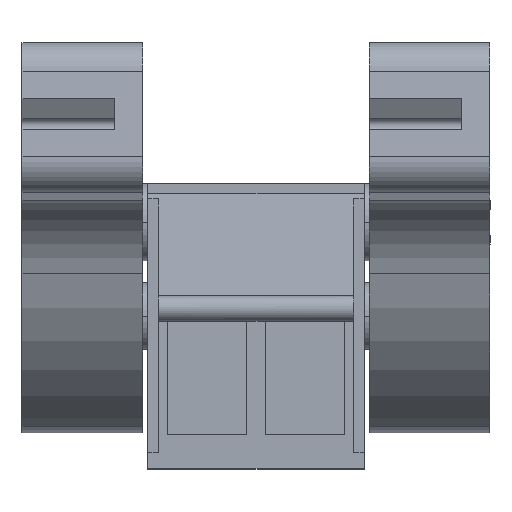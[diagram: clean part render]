
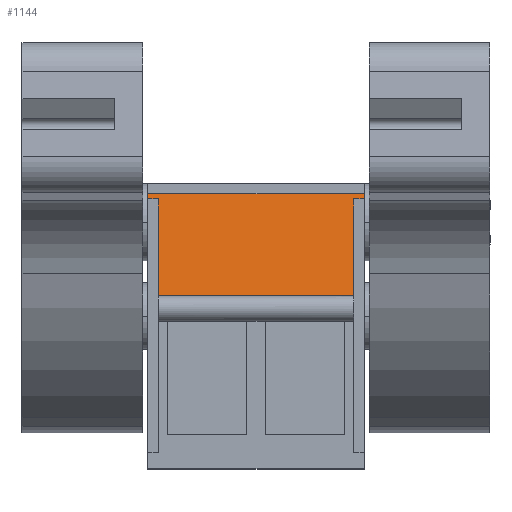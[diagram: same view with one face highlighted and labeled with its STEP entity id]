
A CAD part, top view. The second image highlights one B-rep face of the part: STEP entity #1144.
In plain terms, the highlighted planar face has unit normal (0, 0.174, 0.985).
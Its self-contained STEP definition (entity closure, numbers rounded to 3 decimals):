
#1092=AXIS2_PLACEMENT_3D('Plane Axis2P3D',#1089,#1090,#1091) ;
#208=CARTESIAN_POINT('Vertex',(4.9,10.5,14.185)) ;
#211=CARTESIAN_POINT('Line Origine',(4.9,10.6,14.168)) ;
#215=CARTESIAN_POINT('Vertex',(4.9,10.7,14.15)) ;
#1070=CARTESIAN_POINT('Line Origine',(5.098,10.5,14.185)) ;
#1074=CARTESIAN_POINT('Vertex',(5.295,10.5,14.185)) ;
#1089=CARTESIAN_POINT('Axis2P3D Location',(28.155,10.7,14.15)) ;
#1094=CARTESIAN_POINT('Line Origine',(9.105,10.7,14.15)) ;
#1098=CARTESIAN_POINT('Vertex',(13.31,10.7,14.15)) ;
#1101=CARTESIAN_POINT('Line Origine',(5.295,8.615,14.518)) ;
#1105=CARTESIAN_POINT('Vertex',(5.295,6.73,14.85)) ;
#1108=CARTESIAN_POINT('Line Origine',(9.105,6.73,14.85)) ;
#1112=CARTESIAN_POINT('Vertex',(12.915,6.73,14.85)) ;
#1115=CARTESIAN_POINT('Line Origine',(12.915,8.615,14.518)) ;
#1119=CARTESIAN_POINT('Vertex',(12.915,10.5,14.185)) ;
#1122=CARTESIAN_POINT('Line Origine',(13.113,10.5,14.185)) ;
#1126=CARTESIAN_POINT('Vertex',(13.31,10.5,14.185)) ;
#1129=CARTESIAN_POINT('Line Origine',(13.31,10.6,14.168)) ;
#212=DIRECTION('Vector Direction',(0.,0.985,-0.174)) ;
#1071=DIRECTION('Vector Direction',(1.,0.,0.)) ;
#1090=DIRECTION('Axis2P3D Direction',(0.,0.174,0.985)) ;
#1091=DIRECTION('Axis2P3D XDirection',(0.,-0.985,0.174)) ;
#1095=DIRECTION('Vector Direction',(1.,0.,0.)) ;
#1102=DIRECTION('Vector Direction',(0.,-0.985,0.174)) ;
#1109=DIRECTION('Vector Direction',(1.,0.,0.)) ;
#1116=DIRECTION('Vector Direction',(0.,-0.985,0.174)) ;
#1123=DIRECTION('Vector Direction',(1.,0.,0.)) ;
#1130=DIRECTION('Vector Direction',(0.,0.985,-0.174)) ;
#213=VECTOR('Line Direction',#212,1.) ;
#1072=VECTOR('Line Direction',#1071,1.) ;
#1096=VECTOR('Line Direction',#1095,1.) ;
#1103=VECTOR('Line Direction',#1102,1.) ;
#1110=VECTOR('Line Direction',#1109,1.) ;
#1117=VECTOR('Line Direction',#1116,1.) ;
#1124=VECTOR('Line Direction',#1123,1.) ;
#1131=VECTOR('Line Direction',#1130,1.) ;
#1135=ORIENTED_EDGE('',*,*,#1100,.F.) ;
#1136=ORIENTED_EDGE('',*,*,#217,.F.) ;
#1137=ORIENTED_EDGE('',*,*,#1076,.T.) ;
#1138=ORIENTED_EDGE('',*,*,#1107,.F.) ;
#1139=ORIENTED_EDGE('',*,*,#1114,.T.) ;
#1140=ORIENTED_EDGE('',*,*,#1121,.F.) ;
#1141=ORIENTED_EDGE('',*,*,#1128,.F.) ;
#1142=ORIENTED_EDGE('',*,*,#1133,.T.) ;
#1144=ADVANCED_FACE('HOUSING',(#1143),#1093,.T.) ;
#217=EDGE_CURVE('',#209,#216,#214,.T.) ;
#1076=EDGE_CURVE('',#209,#1075,#1073,.T.) ;
#1100=EDGE_CURVE('',#216,#1099,#1097,.T.) ;
#1107=EDGE_CURVE('',#1106,#1075,#1104,.F.) ;
#1114=EDGE_CURVE('',#1106,#1113,#1111,.T.) ;
#1121=EDGE_CURVE('',#1120,#1113,#1118,.T.) ;
#1128=EDGE_CURVE('',#1127,#1120,#1125,.F.) ;
#1133=EDGE_CURVE('',#1127,#1099,#1132,.T.) ;
#1134=EDGE_LOOP('',(#1135,#1136,#1137,#1138,#1139,#1140,#1141,#1142)) ;
#1143=FACE_OUTER_BOUND('',#1134,.T.) ;
#214=LINE('Line',#211,#213) ;
#1073=LINE('Line',#1070,#1072) ;
#1097=LINE('Line',#1094,#1096) ;
#1104=LINE('Line',#1101,#1103) ;
#1111=LINE('Line',#1108,#1110) ;
#1118=LINE('Line',#1115,#1117) ;
#1125=LINE('Line',#1122,#1124) ;
#1132=LINE('Line',#1129,#1131) ;
#1093=PLANE('',#1092) ;
#209=VERTEX_POINT('',#208) ;
#216=VERTEX_POINT('',#215) ;
#1075=VERTEX_POINT('',#1074) ;
#1099=VERTEX_POINT('',#1098) ;
#1106=VERTEX_POINT('',#1105) ;
#1113=VERTEX_POINT('',#1112) ;
#1120=VERTEX_POINT('',#1119) ;
#1127=VERTEX_POINT('',#1126) ;
